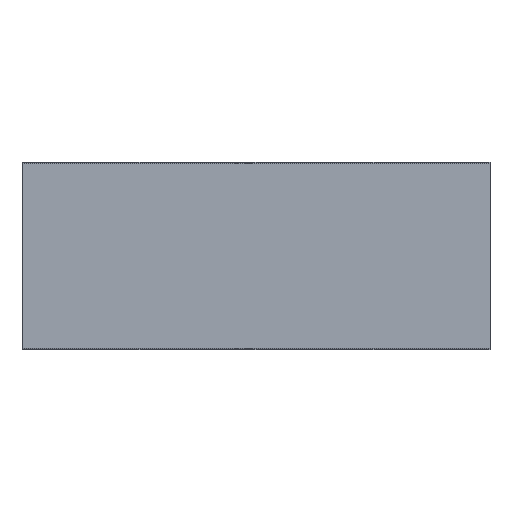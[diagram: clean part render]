
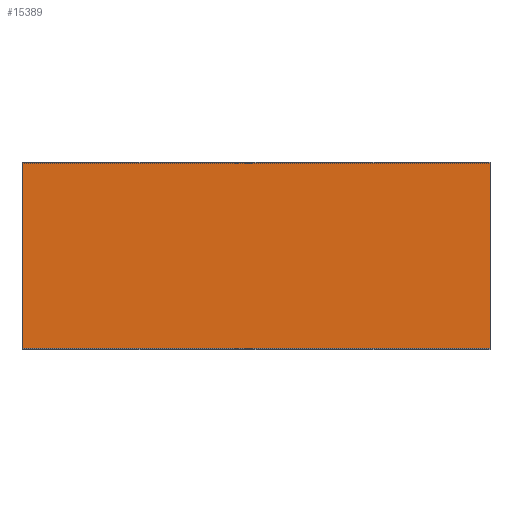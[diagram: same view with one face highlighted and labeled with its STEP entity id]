
A CAD part, top view. The second image highlights one B-rep face of the part: STEP entity #15389.
In plain terms, the highlighted face is planar.
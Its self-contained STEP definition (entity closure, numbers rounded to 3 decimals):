
#15038=DIRECTION('',(1.,0.,0.));
#15039=VECTOR('',#15038,39.6);
#15040=CARTESIAN_POINT('',(-19.8,1.5,50.));
#15041=LINE('',#15040,#15039);
#15046=DIRECTION('',(1.,0.,0.));
#15047=VECTOR('',#15046,39.6);
#15048=CARTESIAN_POINT('',(-19.8,1.5,-50.));
#15049=LINE('',#15048,#15047);
#15050=DIRECTION('',(0.,0.,1.));
#15051=VECTOR('',#15050,100.);
#15052=CARTESIAN_POINT('',(19.8,1.5,-50.));
#15053=LINE('',#15052,#15051);
#15058=DIRECTION('',(0.,0.,1.));
#15059=VECTOR('',#15058,100.);
#15060=CARTESIAN_POINT('',(-19.8,1.5,-50.));
#15061=LINE('',#15060,#15059);
#15222=CARTESIAN_POINT('',(19.8,1.5,-50.));
#15223=CARTESIAN_POINT('',(19.8,1.5,50.));
#15224=VERTEX_POINT('',#15222);
#15225=VERTEX_POINT('',#15223);
#15226=CARTESIAN_POINT('',(-19.8,1.5,-50.));
#15227=CARTESIAN_POINT('',(-19.8,1.5,50.));
#15228=VERTEX_POINT('',#15226);
#15229=VERTEX_POINT('',#15227);
#15377=CARTESIAN_POINT('',(-18.3,1.5,-50.));
#15378=DIRECTION('',(0.,1.,0.));
#15379=DIRECTION('',(-1.,0.,0.));
#15380=AXIS2_PLACEMENT_3D('',#15377,#15378,#15379);
#15381=PLANE('',#15380);
#15382=ORIENTED_EDGE('',*,*,#15359,.F.);
#15384=ORIENTED_EDGE('',*,*,#15383,.F.);
#15385=ORIENTED_EDGE('',*,*,#15263,.T.);
#15386=ORIENTED_EDGE('',*,*,#15372,.T.);
#15387=EDGE_LOOP('',(#15382,#15384,#15385,#15386));
#15388=FACE_OUTER_BOUND('',#15387,.F.);
#15263=EDGE_CURVE('',#15228,#15224,#15049,.T.);
#15359=EDGE_CURVE('',#15229,#15225,#15041,.T.);
#15372=EDGE_CURVE('',#15224,#15225,#15053,.T.);
#15383=EDGE_CURVE('',#15228,#15229,#15061,.T.);
#15389=ADVANCED_FACE('',(#15388),#15381,.T.);
